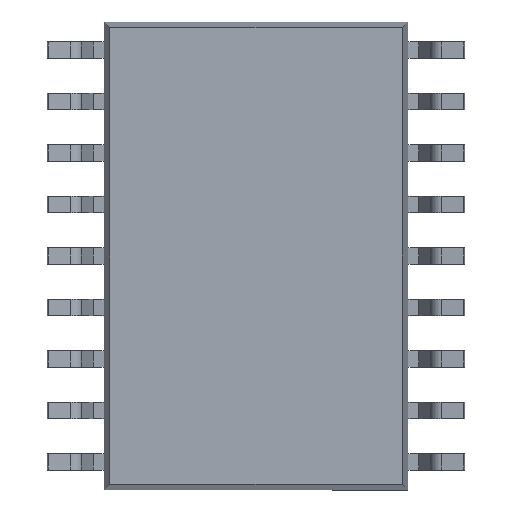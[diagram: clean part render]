
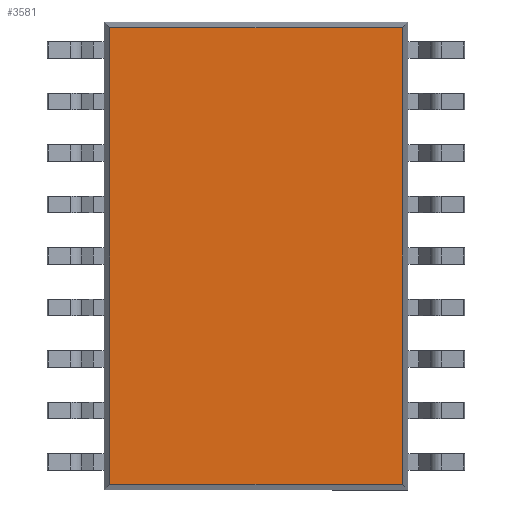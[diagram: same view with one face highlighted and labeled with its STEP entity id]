
A CAD part, front view. The second image highlights one B-rep face of the part: STEP entity #3581.
In plain terms, the highlighted planar face has unit normal (0, -1, 0).
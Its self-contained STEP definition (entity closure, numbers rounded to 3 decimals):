
#102 = VECTOR ( 'NONE', #6574, 1000. ) ;
#219 = EDGE_CURVE ( 'NONE', #7292, #6118, #2139, .T. ) ;
#362 = EDGE_CURVE ( 'NONE', #6118, #3067, #2037, .T. ) ;
#938 = VECTOR ( 'NONE', #4680, 1000. ) ;
#1071 = VECTOR ( 'NONE', #2113, 1000. ) ;
#2025 = CARTESIAN_POINT ( 'NONE',  ( 3.603, 0.3, 5.628 ) ) ;
#2037 = LINE ( 'NONE', #2756, #1071 ) ;
#2066 = CARTESIAN_POINT ( 'NONE',  ( 3.75, 0.3, 5.628 ) ) ;
#2113 = DIRECTION ( 'NONE',  ( 0., 0., -1. ) ) ;
#2139 = LINE ( 'NONE', #2066, #102 ) ;
#2288 = PLANE ( 'NONE',  #3390 ) ;
#2573 = CARTESIAN_POINT ( 'NONE',  ( 3.603, 0.3, -5.775 ) ) ;
#2698 = LINE ( 'NONE', #2573, #5922 ) ;
#2756 = CARTESIAN_POINT ( 'NONE',  ( -3.603, 0.3, 5.775 ) ) ;
#2821 = ORIENTED_EDGE ( 'NONE', *, *, #362, .T. ) ;
#3067 = VERTEX_POINT ( 'NONE', #4406 ) ;
#3250 = EDGE_CURVE ( 'NONE', #4730, #7292, #2698, .T. ) ;
#3358 = CARTESIAN_POINT ( 'NONE',  ( -3.603, 0.3, 5.628 ) ) ;
#3390 = AXIS2_PLACEMENT_3D ( 'NONE', #3605, #4219, #8038 ) ;
#3581 = ADVANCED_FACE ( 'NONE', ( #4307 ), #2288, .T. ) ;
#3605 = CARTESIAN_POINT ( 'NONE',  ( 0., 0.3, 0. ) ) ;
#4030 = CARTESIAN_POINT ( 'NONE',  ( -3.75, 0.3, -5.628 ) ) ;
#4182 = CARTESIAN_POINT ( 'NONE',  ( 3.603, 0.3, -5.628 ) ) ;
#4219 = DIRECTION ( 'NONE',  ( 0., -1., 0. ) ) ;
#4307 = FACE_OUTER_BOUND ( 'NONE', #4994, .T. ) ;
#4367 = ORIENTED_EDGE ( 'NONE', *, *, #219, .T. ) ;
#4406 = CARTESIAN_POINT ( 'NONE',  ( -3.603, 0.3, -5.628 ) ) ;
#4680 = DIRECTION ( 'NONE',  ( 1., 0., 0. ) ) ;
#4730 = VERTEX_POINT ( 'NONE', #4182 ) ;
#4994 = EDGE_LOOP ( 'NONE', ( #2821, #5204, #6549, #4367 ) ) ;
#5204 = ORIENTED_EDGE ( 'NONE', *, *, #6137, .T. ) ;
#5431 = LINE ( 'NONE', #4030, #938 ) ;
#5922 = VECTOR ( 'NONE', #7074, 1000. ) ;
#6118 = VERTEX_POINT ( 'NONE', #3358 ) ;
#6137 = EDGE_CURVE ( 'NONE', #3067, #4730, #5431, .T. ) ;
#6549 = ORIENTED_EDGE ( 'NONE', *, *, #3250, .T. ) ;
#6574 = DIRECTION ( 'NONE',  ( -1., 0., 0. ) ) ;
#7074 = DIRECTION ( 'NONE',  ( 0., 0., 1. ) ) ;
#7292 = VERTEX_POINT ( 'NONE', #2025 ) ;
#8038 = DIRECTION ( 'NONE',  ( 0., 0., -1. ) ) ;
